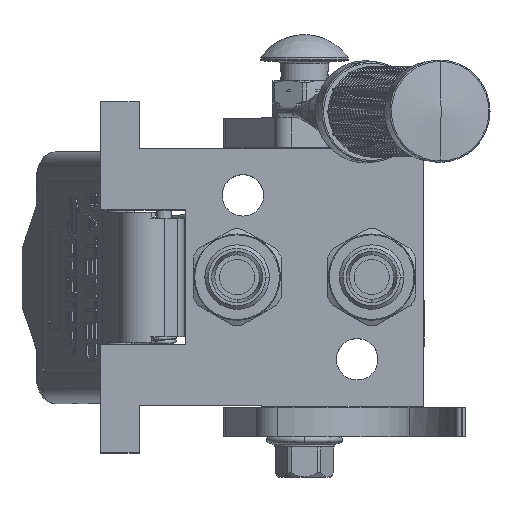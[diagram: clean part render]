
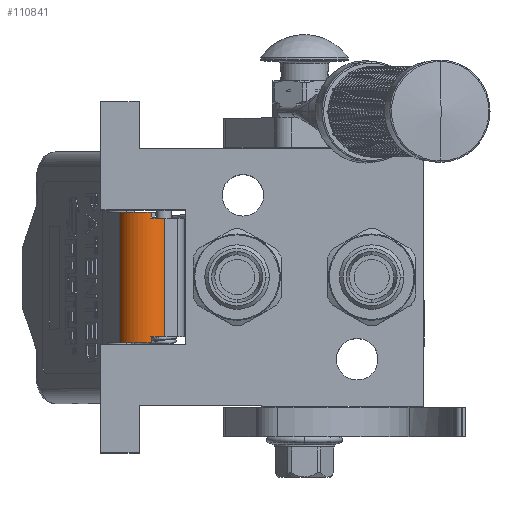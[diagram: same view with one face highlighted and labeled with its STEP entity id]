
A CAD part, top view. The second image highlights one B-rep face of the part: STEP entity #110841.
In plain terms, the highlighted cylindrical face has radius 9.5 mm (diameter 19 mm), a partial arc.
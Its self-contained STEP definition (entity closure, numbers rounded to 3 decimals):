
#2434 = ORIENTED_EDGE ( 'NONE', *, *, #70713, .F. ) ;
#4272 = LINE ( 'NONE', #129012, #81622 ) ;
#12977 = CYLINDRICAL_SURFACE ( 'NONE', #92184, 9.5 ) ;
#13305 = CARTESIAN_POINT ( 'NONE',  ( 20.25, 0., -56.881 ) ) ;
#17582 = EDGE_CURVE ( 'NONE', #98017, #30757, #145580, .T. ) ;
#20072 = AXIS2_PLACEMENT_3D ( 'NONE', #146592, #161024, #134037 ) ;
#22430 = CARTESIAN_POINT ( 'NONE',  ( 22.25, -1.5, -47.5 ) ) ;
#22795 = CARTESIAN_POINT ( 'NONE',  ( -20.25, 0., -56.881 ) ) ;
#24194 = CARTESIAN_POINT ( 'NONE',  ( -22.25, 0., -56.881 ) ) ;
#24729 = DIRECTION ( 'NONE',  ( 1., 0., 0. ) ) ;
#26404 = DIRECTION ( 'NONE',  ( 0., -0.385, -0.923 ) ) ;
#27582 = CIRCLE ( 'NONE', #20072, 9.5 ) ;
#28070 = CARTESIAN_POINT ( 'NONE',  ( 22.25, 8., -47.5 ) ) ;
#30757 = VERTEX_POINT ( 'NONE', #22795 ) ;
#37856 = DIRECTION ( 'NONE',  ( 1., 0., 0. ) ) ;
#40990 = LINE ( 'NONE', #135708, #114000 ) ;
#46661 = CIRCLE ( 'NONE', #139528, 9.5 ) ;
#50007 = CARTESIAN_POINT ( 'NONE',  ( 20.25, -1.5, -47.5 ) ) ;
#50212 = CARTESIAN_POINT ( 'NONE',  ( -22.25, 8., -47.5 ) ) ;
#51140 = EDGE_CURVE ( 'NONE', #70674, #30757, #159073, .T. ) ;
#52553 = DIRECTION ( 'NONE',  ( -1., 0., 0. ) ) ;
#53948 = DIRECTION ( 'NONE',  ( 1., 0., 0. ) ) ;
#57954 = LINE ( 'NONE', #87848, #171636 ) ;
#62035 = DIRECTION ( 'NONE',  ( 1., 0., 0. ) ) ;
#62718 = DIRECTION ( 'NONE',  ( 0., 0.158, -0.987 ) ) ;
#63332 = DIRECTION ( 'NONE',  ( 1., 0., 0. ) ) ;
#64406 = CARTESIAN_POINT ( 'NONE',  ( 22.25, 0., -56.881 ) ) ;
#64587 = CARTESIAN_POINT ( 'NONE',  ( -22.25, -1.5, -47.5 ) ) ;
#68335 = CARTESIAN_POINT ( 'NONE',  ( -22.25, 0., -56.881 ) ) ;
#70674 = VERTEX_POINT ( 'NONE', #24194 ) ;
#70713 = EDGE_CURVE ( 'NONE', #98017, #170981, #40990, .T. ) ;
#75017 = ORIENTED_EDGE ( 'NONE', *, *, #51140, .F. ) ;
#75178 = FACE_OUTER_BOUND ( 'NONE', #157503, .T. ) ;
#81622 = VECTOR ( 'NONE', #133150, 1000. ) ;
#87848 = CARTESIAN_POINT ( 'NONE',  ( 20.25, 0., -56.881 ) ) ;
#92184 = AXIS2_PLACEMENT_3D ( 'NONE', #64587, #52553, #134670 ) ;
#92459 = CARTESIAN_POINT ( 'NONE',  ( -20.25, -1.5, -47.5 ) ) ;
#98017 = VERTEX_POINT ( 'NONE', #152911 ) ;
#98791 = ORIENTED_EDGE ( 'NONE', *, *, #152300, .F. ) ;
#103267 = CIRCLE ( 'NONE', #110369, 9.5 ) ;
#110369 = AXIS2_PLACEMENT_3D ( 'NONE', #50007, #24729, #148854 ) ;
#110841 = ADVANCED_FACE ( 'NONE', ( #75178 ), #12977, .T. ) ;
#111888 = EDGE_CURVE ( 'NONE', #161187, #144386, #57954, .T. ) ;
#114000 = VECTOR ( 'NONE', #62035, 1000. ) ;
#114248 = EDGE_CURVE ( 'NONE', #150087, #171008, #4272, .T. ) ;
#116609 = AXIS2_PLACEMENT_3D ( 'NONE', #92459, #37856, #26404 ) ;
#124550 = ORIENTED_EDGE ( 'NONE', *, *, #111888, .F. ) ;
#129012 = CARTESIAN_POINT ( 'NONE',  ( -22.25, 8., -47.5 ) ) ;
#129799 = DIRECTION ( 'NONE',  ( 1., 0., 0. ) ) ;
#131634 = ORIENTED_EDGE ( 'NONE', *, *, #17582, .T. ) ;
#133150 = DIRECTION ( 'NONE',  ( 1., 0., 0. ) ) ;
#134037 = DIRECTION ( 'NONE',  ( 0., 0.158, -0.987 ) ) ;
#134641 = EDGE_CURVE ( 'NONE', #170981, #161187, #103267, .T. ) ;
#134670 = DIRECTION ( 'NONE',  ( 0., -1., 0. ) ) ;
#135708 = CARTESIAN_POINT ( 'NONE',  ( -20.25, -5.154, -56.269 ) ) ;
#139528 = AXIS2_PLACEMENT_3D ( 'NONE', #22430, #63332, #62718 ) ;
#144386 = VERTEX_POINT ( 'NONE', #64406 ) ;
#145580 = CIRCLE ( 'NONE', #116609, 9.5 ) ;
#146592 = CARTESIAN_POINT ( 'NONE',  ( -22.25, -1.5, -47.5 ) ) ;
#148854 = DIRECTION ( 'NONE',  ( 0., -0.385, -0.923 ) ) ;
#150087 = VERTEX_POINT ( 'NONE', #50212 ) ;
#152206 = CARTESIAN_POINT ( 'NONE',  ( 20.25, -5.154, -56.269 ) ) ;
#152300 = EDGE_CURVE ( 'NONE', #144386, #171008, #46661, .T. ) ;
#152911 = CARTESIAN_POINT ( 'NONE',  ( -20.25, -5.154, -56.269 ) ) ;
#154758 = VECTOR ( 'NONE', #53948, 1000. ) ;
#157503 = EDGE_LOOP ( 'NONE', ( #2434, #131634, #75017, #171932, #159811, #98791, #124550, #163866 ) ) ;
#159073 = LINE ( 'NONE', #68335, #154758 ) ;
#159811 = ORIENTED_EDGE ( 'NONE', *, *, #114248, .T. ) ;
#161024 = DIRECTION ( 'NONE',  ( 1., 0., 0. ) ) ;
#161187 = VERTEX_POINT ( 'NONE', #13305 ) ;
#163866 = ORIENTED_EDGE ( 'NONE', *, *, #134641, .F. ) ;
#170981 = VERTEX_POINT ( 'NONE', #152206 ) ;
#171008 = VERTEX_POINT ( 'NONE', #28070 ) ;
#171636 = VECTOR ( 'NONE', #129799, 1000. ) ;
#171932 = ORIENTED_EDGE ( 'NONE', *, *, #173344, .T. ) ;
#173344 = EDGE_CURVE ( 'NONE', #70674, #150087, #27582, .T. ) ;
